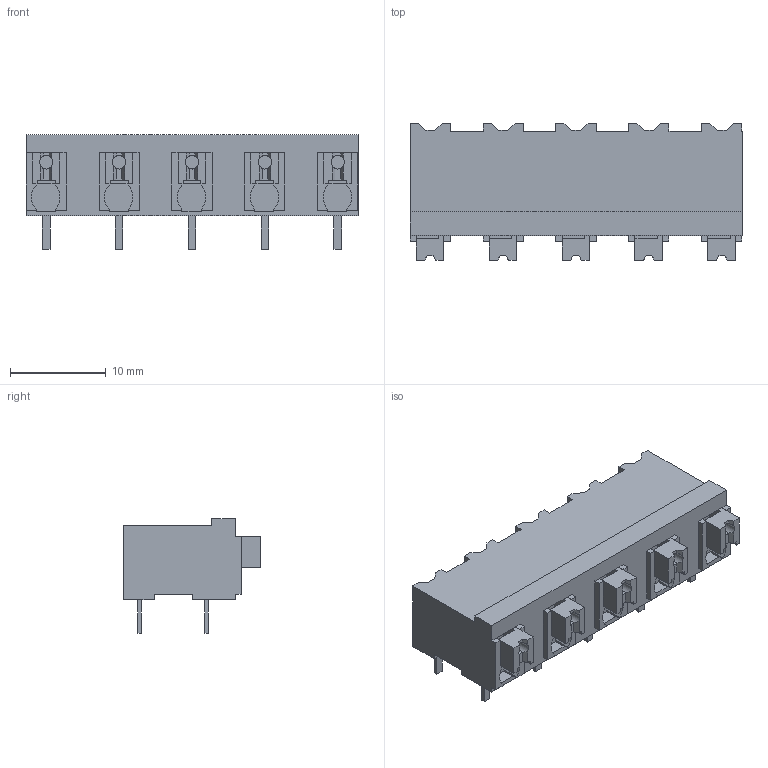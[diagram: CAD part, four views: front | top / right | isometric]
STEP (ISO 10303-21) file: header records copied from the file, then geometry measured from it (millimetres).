
FILE_DESCRIPTION(('CATIA V5 STEP Exchange','CAx-IF Rec.Pracs.--- Model Styling and Organization---1.2---2011-12-15'),'2;1');
FILE_NAME ('D1458023_0_1874410000_1874410000.stp','2018-03-15T11:22:07+00:00',('none'),('Weidmueller'),'CATIA Version 5-6 Release 2014','CATIA V5 STEP AP214','none');
FILE_SCHEMA(('AUTOMOTIVE_DESIGN { 1 0 10303 214 1 1 1 1 }'));
Length unit declared in the file: millimetre
Products named in the file (1): 1874410000
Bounding box: 34.7 x 14.3 x 12 mm (x, y, z)
Volume: 2929.3 mm3; surface area: 2400.4 mm2
Topology: 16 solids, 16 shells, 450 faces, 1275 edges, 856 vertices
Faces by surface type: plane 410, cylinder 40
Entity records: 13269 total; most frequent: ORIENTED_EDGE 2550, CARTESIAN_POINT 2515, DIRECTION 1671, EDGE_CURVE 1275, VECTOR 1165, LINE 1165, VERTEX_POINT 856, EDGE_LOOP 459
